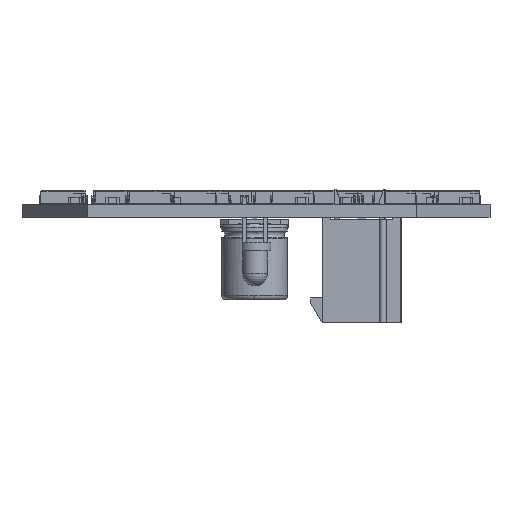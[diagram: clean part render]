
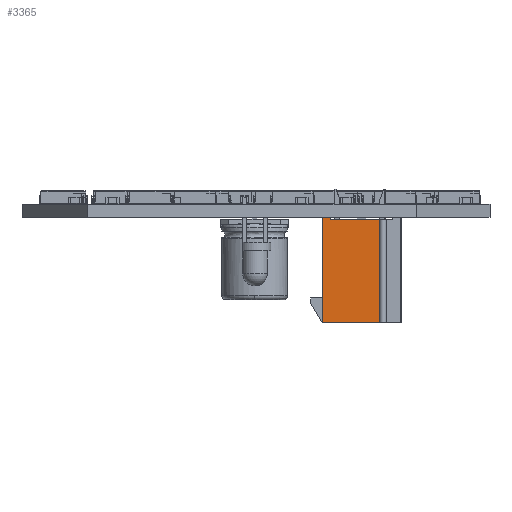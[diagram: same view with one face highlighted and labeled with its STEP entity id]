
A CAD part, front view. The second image highlights one B-rep face of the part: STEP entity #3365.
In plain terms, the highlighted face is planar.
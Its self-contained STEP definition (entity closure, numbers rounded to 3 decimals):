
#682 = PLANE('',#683);
#683 = AXIS2_PLACEMENT_3D('',#684,#685,#686);
#684 = CARTESIAN_POINT('',(-4.8,0.,-4.8));
#685 = DIRECTION('',(0.,0.,-1.));
#686 = DIRECTION('',(0.,-1.,0.));
#778 = PLANE('',#779);
#779 = AXIS2_PLACEMENT_3D('',#780,#781,#782);
#780 = CARTESIAN_POINT('',(-4.8,12.8,-4.8));
#781 = DIRECTION('',(0.,1.,0.));
#782 = DIRECTION('',(1.,0.,0.));
#875 = VERTEX_POINT('',#876);
#876 = CARTESIAN_POINT('',(4.8,12.8,-4.8));
#897 = EDGE_CURVE('',#898,#875,#900,.T.);
#898 = VERTEX_POINT('',#899);
#899 = CARTESIAN_POINT('',(4.8,0.,-4.8));
#900 = SURFACE_CURVE('',#901,(#905,#912),.PCURVE_S1.);
#901 = LINE('',#902,#903);
#902 = CARTESIAN_POINT('',(4.8,0.,-4.8));
#903 = VECTOR('',#904,1.);
#904 = DIRECTION('',(0.,1.,0.));
#905 = PCURVE('',#682,#906);
#906 = DEFINITIONAL_REPRESENTATION('',(#907),#911);
#907 = LINE('',#908,#909);
#908 = CARTESIAN_POINT('',(0.,-9.6));
#909 = VECTOR('',#910,1.);
#910 = DIRECTION('',(-1.,0.));
#911 = ( GEOMETRIC_REPRESENTATION_CONTEXT(2) 
PARAMETRIC_REPRESENTATION_CONTEXT() REPRESENTATION_CONTEXT('2D SPACE',''
  ) );
#912 = PCURVE('',#913,#918);
#913 = PLANE('',#914);
#914 = AXIS2_PLACEMENT_3D('',#915,#916,#917);
#915 = CARTESIAN_POINT('',(4.8,0.,0.));
#916 = DIRECTION('',(1.,0.,0.));
#917 = DIRECTION('',(0.,1.,0.));
#918 = DEFINITIONAL_REPRESENTATION('',(#919),#923);
#919 = LINE('',#920,#921);
#920 = CARTESIAN_POINT('',(0.,-4.8));
#921 = VECTOR('',#922,1.);
#922 = DIRECTION('',(1.,0.));
#923 = ( GEOMETRIC_REPRESENTATION_CONTEXT(2) 
PARAMETRIC_REPRESENTATION_CONTEXT() REPRESENTATION_CONTEXT('2D SPACE',''
  ) );
#941 = PLANE('',#942);
#942 = AXIS2_PLACEMENT_3D('',#943,#944,#945);
#943 = CARTESIAN_POINT('',(-4.8,0.,4.8));
#944 = DIRECTION('',(0.,-1.,0.));
#945 = DIRECTION('',(0.,0.,-1.));
#1161 = PLANE('',#1162);
#1162 = AXIS2_PLACEMENT_3D('',#1163,#1164,#1165);
#1163 = CARTESIAN_POINT('',(0.8,0.,-3.8));
#1164 = DIRECTION('',(0.,0.,-1.));
#1165 = DIRECTION('',(0.,-1.,0.));
#2924 = PLANE('',#2925);
#2925 = AXIS2_PLACEMENT_3D('',#2926,#2927,#2928);
#2926 = CARTESIAN_POINT('',(-4.8,0.2,0.));
#2927 = DIRECTION('',(0.,-1.,0.));
#2928 = DIRECTION('',(0.,0.,-1.));
#3365 = ADVANCED_FACE('',(#3366),#913,.T.);
#3366 = FACE_BOUND('',#3367,.T.);
#3367 = EDGE_LOOP('',(#3368,#3393,#3416,#3437,#3438,#3461));
#3368 = ORIENTED_EDGE('',*,*,#3369,.F.);
#3369 = EDGE_CURVE('',#3370,#3372,#3374,.T.);
#3370 = VERTEX_POINT('',#3371);
#3371 = CARTESIAN_POINT('',(4.8,0.2,-3.8));
#3372 = VERTEX_POINT('',#3373);
#3373 = CARTESIAN_POINT('',(4.8,0.2,2.2));
#3374 = SURFACE_CURVE('',#3375,(#3379,#3386),.PCURVE_S1.);
#3375 = LINE('',#3376,#3377);
#3376 = CARTESIAN_POINT('',(4.8,0.2,-3.8)
  );
#3377 = VECTOR('',#3378,1.);
#3378 = DIRECTION('',(0.,0.,1.));
#3379 = PCURVE('',#913,#3380);
#3380 = DEFINITIONAL_REPRESENTATION('',(#3381),#3385);
#3381 = LINE('',#3382,#3383);
#3382 = CARTESIAN_POINT('',(0.2,-3.8));
#3383 = VECTOR('',#3384,1.);
#3384 = DIRECTION('',(0.,1.));
#3385 = ( GEOMETRIC_REPRESENTATION_CONTEXT(2) 
PARAMETRIC_REPRESENTATION_CONTEXT() REPRESENTATION_CONTEXT('2D SPACE',''
  ) );
#3386 = PCURVE('',#2924,#3387);
#3387 = DEFINITIONAL_REPRESENTATION('',(#3388),#3392);
#3388 = LINE('',#3389,#3390);
#3389 = CARTESIAN_POINT('',(3.8,9.6));
#3390 = VECTOR('',#3391,1.);
#3391 = DIRECTION('',(-1.,0.));
#3392 = ( GEOMETRIC_REPRESENTATION_CONTEXT(2) 
PARAMETRIC_REPRESENTATION_CONTEXT() REPRESENTATION_CONTEXT('2D SPACE',''
  ) );
#3393 = ORIENTED_EDGE('',*,*,#3394,.F.);
#3394 = EDGE_CURVE('',#3395,#3370,#3397,.T.);
#3395 = VERTEX_POINT('',#3396);
#3396 = CARTESIAN_POINT('',(4.8,0.,-3.8));
#3397 = SURFACE_CURVE('',#3398,(#3402,#3409),.PCURVE_S1.);
#3398 = LINE('',#3399,#3400);
#3399 = CARTESIAN_POINT('',(4.8,0.,-3.8));
#3400 = VECTOR('',#3401,1.);
#3401 = DIRECTION('',(0.,1.,0.));
#3402 = PCURVE('',#913,#3403);
#3403 = DEFINITIONAL_REPRESENTATION('',(#3404),#3408);
#3404 = LINE('',#3405,#3406);
#3405 = CARTESIAN_POINT('',(0.,-3.8));
#3406 = VECTOR('',#3407,1.);
#3407 = DIRECTION('',(1.,0.));
#3408 = ( GEOMETRIC_REPRESENTATION_CONTEXT(2) 
PARAMETRIC_REPRESENTATION_CONTEXT() REPRESENTATION_CONTEXT('2D SPACE',''
  ) );
#3409 = PCURVE('',#1161,#3410);
#3410 = DEFINITIONAL_REPRESENTATION('',(#3411),#3415);
#3411 = LINE('',#3412,#3413);
#3412 = CARTESIAN_POINT('',(0.,-4.));
#3413 = VECTOR('',#3414,1.);
#3414 = DIRECTION('',(-1.,0.));
#3415 = ( GEOMETRIC_REPRESENTATION_CONTEXT(2) 
PARAMETRIC_REPRESENTATION_CONTEXT() REPRESENTATION_CONTEXT('2D SPACE',''
  ) );
#3416 = ORIENTED_EDGE('',*,*,#3417,.T.);
#3417 = EDGE_CURVE('',#3395,#898,#3418,.T.);
#3418 = SURFACE_CURVE('',#3419,(#3423,#3430),.PCURVE_S1.);
#3419 = LINE('',#3420,#3421);
#3420 = CARTESIAN_POINT('',(4.8,0.,-3.8));
#3421 = VECTOR('',#3422,1.);
#3422 = DIRECTION('',(0.,0.,-1.));
#3423 = PCURVE('',#913,#3424);
#3424 = DEFINITIONAL_REPRESENTATION('',(#3425),#3429);
#3425 = LINE('',#3426,#3427);
#3426 = CARTESIAN_POINT('',(0.,-3.8));
#3427 = VECTOR('',#3428,1.);
#3428 = DIRECTION('',(0.,-1.));
#3429 = ( GEOMETRIC_REPRESENTATION_CONTEXT(2) 
PARAMETRIC_REPRESENTATION_CONTEXT() REPRESENTATION_CONTEXT('2D SPACE',''
  ) );
#3430 = PCURVE('',#941,#3431);
#3431 = DEFINITIONAL_REPRESENTATION('',(#3432),#3436);
#3432 = LINE('',#3433,#3434);
#3433 = CARTESIAN_POINT('',(8.6,9.6));
#3434 = VECTOR('',#3435,1.);
#3435 = DIRECTION('',(1.,0.));
#3436 = ( GEOMETRIC_REPRESENTATION_CONTEXT(2) 
PARAMETRIC_REPRESENTATION_CONTEXT() REPRESENTATION_CONTEXT('2D SPACE',''
  ) );
#3437 = ORIENTED_EDGE('',*,*,#897,.T.);
#3438 = ORIENTED_EDGE('',*,*,#3439,.T.);
#3439 = EDGE_CURVE('',#875,#3440,#3442,.T.);
#3440 = VERTEX_POINT('',#3441);
#3441 = CARTESIAN_POINT('',(4.8,12.8,2.2));
#3442 = SURFACE_CURVE('',#3443,(#3447,#3454),.PCURVE_S1.);
#3443 = LINE('',#3444,#3445);
#3444 = CARTESIAN_POINT('',(4.8,12.8,-4.8)
  );
#3445 = VECTOR('',#3446,1.);
#3446 = DIRECTION('',(0.,0.,1.));
#3447 = PCURVE('',#913,#3448);
#3448 = DEFINITIONAL_REPRESENTATION('',(#3449),#3453);
#3449 = LINE('',#3450,#3451);
#3450 = CARTESIAN_POINT('',(12.8,-4.8));
#3451 = VECTOR('',#3452,1.);
#3452 = DIRECTION('',(0.,1.));
#3453 = ( GEOMETRIC_REPRESENTATION_CONTEXT(2) 
PARAMETRIC_REPRESENTATION_CONTEXT() REPRESENTATION_CONTEXT('2D SPACE',''
  ) );
#3454 = PCURVE('',#778,#3455);
#3455 = DEFINITIONAL_REPRESENTATION('',(#3456),#3460);
#3456 = LINE('',#3457,#3458);
#3457 = CARTESIAN_POINT('',(9.6,0.));
#3458 = VECTOR('',#3459,1.);
#3459 = DIRECTION('',(0.,-1.));
#3460 = ( GEOMETRIC_REPRESENTATION_CONTEXT(2) 
PARAMETRIC_REPRESENTATION_CONTEXT() REPRESENTATION_CONTEXT('2D SPACE',''
  ) );
#3461 = ORIENTED_EDGE('',*,*,#3462,.T.);
#3462 = EDGE_CURVE('',#3440,#3372,#3463,.T.);
#3463 = SURFACE_CURVE('',#3464,(#3468,#3475),.PCURVE_S1.);
#3464 = LINE('',#3465,#3466);
#3465 = CARTESIAN_POINT('',(4.8,12.8,2.2)
  );
#3466 = VECTOR('',#3467,1.);
#3467 = DIRECTION('',(0.,-1.,0.));
#3468 = PCURVE('',#913,#3469);
#3469 = DEFINITIONAL_REPRESENTATION('',(#3470),#3474);
#3470 = LINE('',#3471,#3472);
#3471 = CARTESIAN_POINT('',(12.8,2.2));
#3472 = VECTOR('',#3473,1.);
#3473 = DIRECTION('',(-1.,0.));
#3474 = ( GEOMETRIC_REPRESENTATION_CONTEXT(2) 
PARAMETRIC_REPRESENTATION_CONTEXT() REPRESENTATION_CONTEXT('2D SPACE',''
  ) );
#3475 = PCURVE('',#3476,#3481);
#3476 = CYLINDRICAL_SURFACE('',#3477,0.4);
#3477 = AXIS2_PLACEMENT_3D('',#3478,#3479,#3480);
#3478 = CARTESIAN_POINT('',(4.8,12.8,2.6));
#3479 = DIRECTION('',(0.,1.,0.));
#3480 = DIRECTION('',(1.,0.,0.));
#3481 = DEFINITIONAL_REPRESENTATION('',(#3482),#3486);
#3482 = LINE('',#3483,#3484);
#3483 = CARTESIAN_POINT('',(7.854,0.));
#3484 = VECTOR('',#3485,1.);
#3485 = DIRECTION('',(0.,-1.));
#3486 = ( GEOMETRIC_REPRESENTATION_CONTEXT(2) 
PARAMETRIC_REPRESENTATION_CONTEXT() REPRESENTATION_CONTEXT('2D SPACE',''
  ) );
